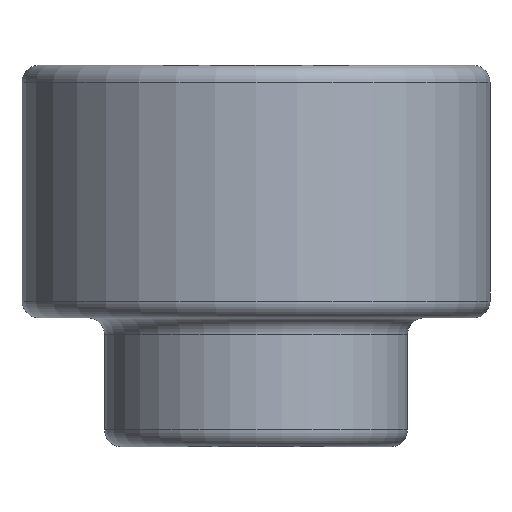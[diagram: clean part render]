
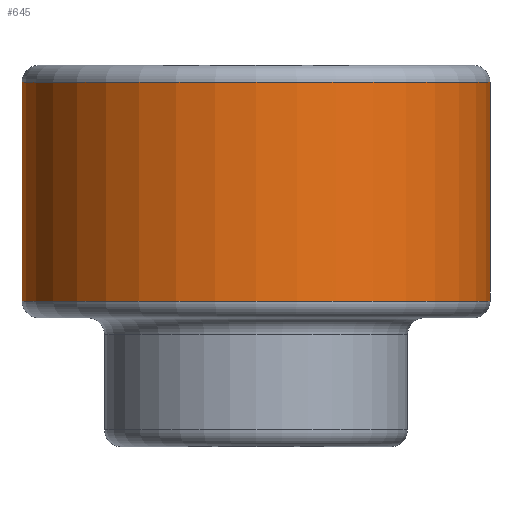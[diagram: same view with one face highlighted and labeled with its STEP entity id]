
A CAD part, front view. The second image highlights one B-rep face of the part: STEP entity #645.
In plain terms, the highlighted cylindrical face has radius 2.78 mm (diameter 5.56 mm), a full revolution.
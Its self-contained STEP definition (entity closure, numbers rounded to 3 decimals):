
#56=FACE_OUTER_BOUND('',#94,.T.);
#94=EDGE_LOOP('',(#511,#512,#513,#514,#515,#516));
#116=CIRCLE('',#709,2.78);
#117=CIRCLE('',#710,2.78);
#118=CIRCLE('',#712,2.78);
#119=CIRCLE('',#713,2.78);
#200=LINE('',#1842,#225);
#225=VECTOR('',#838,2.78);
#287=VERTEX_POINT('',#1835);
#288=VERTEX_POINT('',#1837);
#289=VERTEX_POINT('',#1841);
#290=VERTEX_POINT('',#1843);
#378=EDGE_CURVE('',#287,#288,#116,.T.);
#379=EDGE_CURVE('',#288,#287,#117,.T.);
#380=EDGE_CURVE('',#288,#289,#200,.T.);
#381=EDGE_CURVE('',#290,#289,#118,.T.);
#382=EDGE_CURVE('',#289,#290,#119,.T.);
#511=ORIENTED_EDGE('',*,*,#379,.F.);
#512=ORIENTED_EDGE('',*,*,#380,.T.);
#513=ORIENTED_EDGE('',*,*,#381,.F.);
#514=ORIENTED_EDGE('',*,*,#382,.F.);
#515=ORIENTED_EDGE('',*,*,#380,.F.);
#516=ORIENTED_EDGE('',*,*,#378,.F.);
#613=CYLINDRICAL_SURFACE('',#711,2.78);
#645=ADVANCED_FACE('',(#56),#613,.T.);
#709=AXIS2_PLACEMENT_3D('',#1838,#832,#833);
#710=AXIS2_PLACEMENT_3D('',#1839,#834,#835);
#711=AXIS2_PLACEMENT_3D('',#1840,#836,#837);
#712=AXIS2_PLACEMENT_3D('',#1844,#839,#840);
#713=AXIS2_PLACEMENT_3D('',#1845,#841,#842);
#832=DIRECTION('center_axis',(0.,0.,-1.));
#833=DIRECTION('ref_axis',(0.,-1.,0.));
#834=DIRECTION('center_axis',(0.,0.,-1.));
#835=DIRECTION('ref_axis',(0.,-1.,0.));
#836=DIRECTION('center_axis',(0.,0.,-1.));
#837=DIRECTION('ref_axis',(0.,1.,0.));
#838=DIRECTION('',(0.,0.,1.));
#839=DIRECTION('center_axis',(0.,0.,1.));
#840=DIRECTION('ref_axis',(0.,-1.,0.));
#841=DIRECTION('center_axis',(0.,0.,1.));
#842=DIRECTION('ref_axis',(0.,-1.,0.));
#1835=CARTESIAN_POINT('',(2.78,0.,0.2));
#1837=CARTESIAN_POINT('',(0.,-2.78,0.2));
#1838=CARTESIAN_POINT('Origin',(0.,0.,0.2));
#1839=CARTESIAN_POINT('Origin',(0.,0.,0.2));
#1840=CARTESIAN_POINT('Origin',(0.,0.,1.5));
#1841=CARTESIAN_POINT('',(0.,-2.78,2.8));
#1842=CARTESIAN_POINT('',(0.,-2.78,1.5));
#1843=CARTESIAN_POINT('',(2.78,0.,2.8));
#1844=CARTESIAN_POINT('Origin',(0.,0.,2.8));
#1845=CARTESIAN_POINT('Origin',(0.,0.,2.8));
